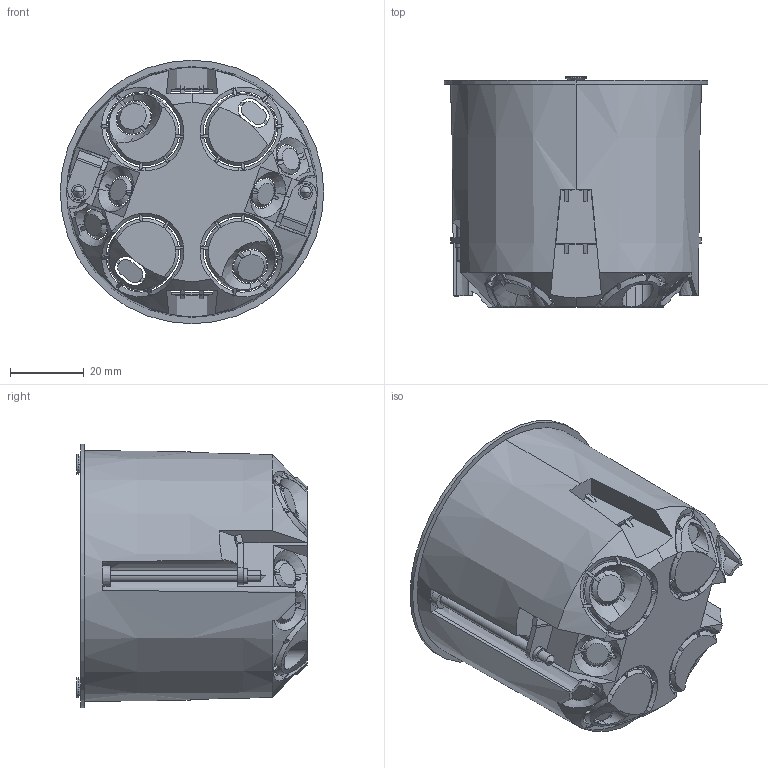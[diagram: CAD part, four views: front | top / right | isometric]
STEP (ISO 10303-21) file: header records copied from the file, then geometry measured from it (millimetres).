
FILE_DESCRIPTION (( 'STEP AP214' ), '1' );
FILE_NAME ('2003442.stp', '2019-05-08T11:50:21', ( '' ), ( '' ), 'SwSTEP 2.0', 'SolidWorks 2018', '' );
FILE_SCHEMA (( 'AUTOMOTIVE_DESIGN' ));
Length unit declared in the file: millimetre
Products named in the file (5): HW100-20-01-01_Standard; WNF-6532_L=45; 2003442; WNF-6531_Standard; 138588_L15
Assembly tree (7 placements, depth 2):
  2003442
    HW100-20-01-01_Standard
    138588_L15  x2
    WNF-6532_L=45  x2
    WNF-6531_Standard  x2
Bounding box: 71.3 x 62.25 x 71.3 mm (x, y, z)
Volume: 18953.5 mm3; surface area: 37483.5 mm2
Topology: 7 solids, 7 shells, 734 faces, 2242 edges, 1460 vertices
Faces by surface type: plane 482, cone 138, cylinder 94, bspline 16, torus 4
Entity records: 26238 total; most frequent: CARTESIAN_POINT 9012, ORIENTED_EDGE 4040, DIRECTION 3079, EDGE_CURVE 2020, VERTEX_POINT 1327, AXIS2_PLACEMENT_3D 1091, LINE 897, VECTOR 897
